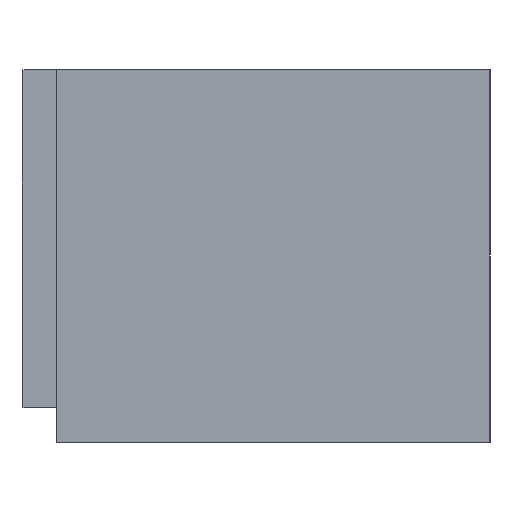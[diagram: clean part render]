
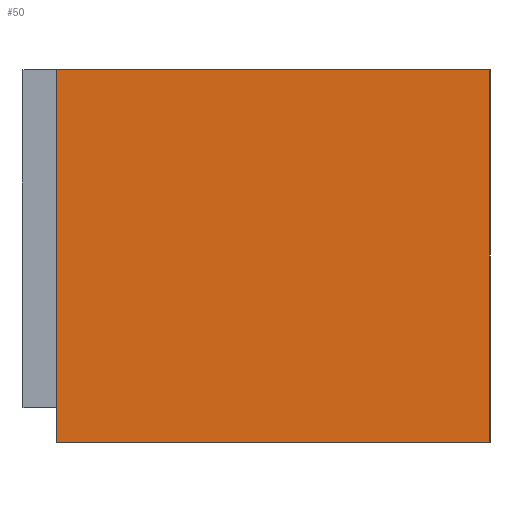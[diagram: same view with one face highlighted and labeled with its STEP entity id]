
A CAD part, left-side view. The second image highlights one B-rep face of the part: STEP entity #50.
In plain terms, the highlighted planar face has unit normal (-1, 0, 0).
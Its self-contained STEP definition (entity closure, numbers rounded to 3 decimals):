
#50 = ADVANCED_FACE( '', ( #119 ), #120, .F. );
#119 = FACE_OUTER_BOUND( '', #214, .T. );
#120 = PLANE( '', #215 );
#214 = EDGE_LOOP( '', ( #303, #304, #305, #306 ) );
#215 = AXIS2_PLACEMENT_3D( '', #307, #308, #309 );
#303 = ORIENTED_EDGE( '', *, *, #531, .T. );
#304 = ORIENTED_EDGE( '', *, *, #532, .F. );
#305 = ORIENTED_EDGE( '', *, *, #533, .F. );
#306 = ORIENTED_EDGE( '', *, *, #534, .T. );
#307 = CARTESIAN_POINT( '', ( -50., 0., 43. ) );
#308 = DIRECTION( '', ( 1., 0., 0. ) );
#309 = DIRECTION( '', ( 0., 1., 0. ) );
#531 = EDGE_CURVE( '', #619, #620, #621, .T. );
#532 = EDGE_CURVE( '', #622, #620, #623, .T. );
#533 = EDGE_CURVE( '', #624, #622, #625, .T. );
#534 = EDGE_CURVE( '', #624, #619, #626, .T. );
#619 = VERTEX_POINT( '', #751 );
#620 = VERTEX_POINT( '', #752 );
#621 = LINE( '', #753, #754 );
#622 = VERTEX_POINT( '', #755 );
#623 = LINE( '', #756, #757 );
#624 = VERTEX_POINT( '', #758 );
#625 = LINE( '', #759, #760 );
#626 = LINE( '', #761, #762 );
#751 = CARTESIAN_POINT( '', ( -50., 0., 0. ) );
#752 = CARTESIAN_POINT( '', ( -50., -50., 0. ) );
#753 = CARTESIAN_POINT( '', ( -50., 0., 0. ) );
#754 = VECTOR( '', #936, 1000. );
#755 = CARTESIAN_POINT( '', ( -50., -50., 43. ) );
#756 = CARTESIAN_POINT( '', ( -50., -50., 43. ) );
#757 = VECTOR( '', #937, 1000. );
#758 = CARTESIAN_POINT( '', ( -50., 0., 43. ) );
#759 = CARTESIAN_POINT( '', ( -50., 0., 43. ) );
#760 = VECTOR( '', #938, 1000. );
#761 = CARTESIAN_POINT( '', ( -50., 0., 43. ) );
#762 = VECTOR( '', #939, 1000. );
#936 = DIRECTION( '', ( 0., -1., 0. ) );
#937 = DIRECTION( '', ( 0., 0., -1. ) );
#938 = DIRECTION( '', ( 0., -1., 0. ) );
#939 = DIRECTION( '', ( 0., 0., -1. ) );
